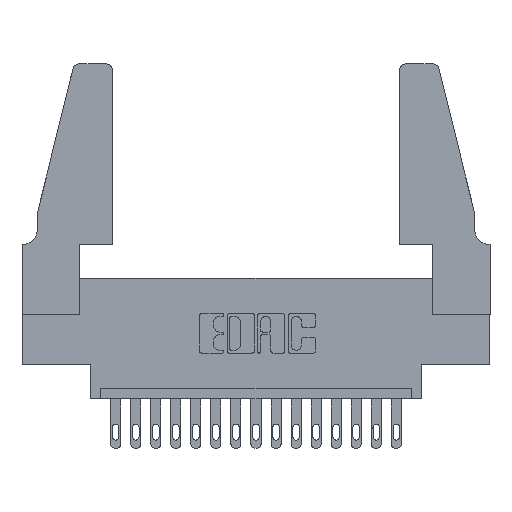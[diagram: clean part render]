
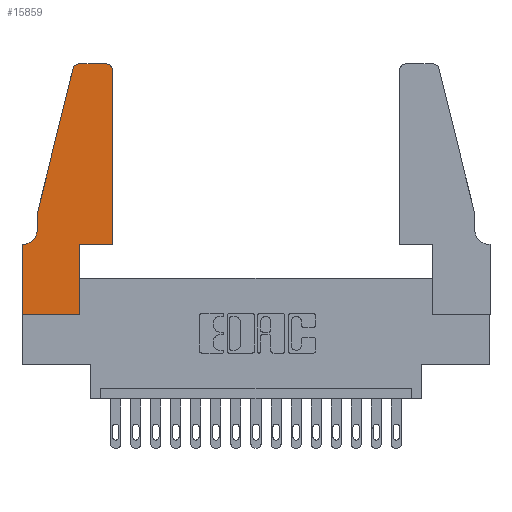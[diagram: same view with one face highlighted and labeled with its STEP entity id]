
A CAD part, top view. The second image highlights one B-rep face of the part: STEP entity #15859.
In plain terms, the highlighted planar face has unit normal (0, 0, 1).
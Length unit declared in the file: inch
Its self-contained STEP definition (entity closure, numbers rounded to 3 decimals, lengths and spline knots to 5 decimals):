
#84 = CARTESIAN_POINT ( 'NONE',  ( 0., 0.35, 0.37 ) ) ;
#118 = LINE ( 'NONE', #11245, #719 ) ;
#202 = AXIS2_PLACEMENT_3D ( 'NONE', #84, #15882, #1190 ) ;
#463 = CARTESIAN_POINT ( 'NONE',  ( 0.0055, 0.35, 0.37 ) ) ;
#528 = ORIENTED_EDGE ( 'NONE', *, *, #8608, .T. ) ;
#719 = VECTOR ( 'NONE', #4687, 39.37008 ) ;
#976 = DIRECTION ( 'NONE',  ( 0., 0., 1. ) ) ;
#1190 = DIRECTION ( 'NONE',  ( 1., 0., 0. ) ) ;
#1219 = DIRECTION ( 'NONE',  ( 0., 0., 1. ) ) ;
#1225 = ORIENTED_EDGE ( 'NONE', *, *, #5840, .T. ) ;
#1462 = CARTESIAN_POINT ( 'NONE',  ( 0., 0., 0.37 ) ) ;
#1558 = ORIENTED_EDGE ( 'NONE', *, *, #5935, .T. ) ;
#1801 = CARTESIAN_POINT ( 'NONE',  ( 0.0755, 0.5, 0.37 ) ) ;
#1908 = LINE ( 'NONE', #5292, #14710 ) ;
#2395 = CARTESIAN_POINT ( 'NONE',  ( 0.284, 1.22, 0.37 ) ) ;
#2431 = PLANE ( 'NONE',  #202 ) ;
#2433 = CARTESIAN_POINT ( 'NONE',  ( 0.2865, 0.35, 0.37 ) ) ;
#2546 = VECTOR ( 'NONE', #3923, 39.37008 ) ;
#2573 = DIRECTION ( 'NONE',  ( 0., 1., 0. ) ) ;
#2596 = EDGE_CURVE ( 'NONE', #16812, #5197, #16787, .T. ) ;
#2755 = CIRCLE ( 'NONE', #10601, 0.03 ) ;
#2798 = EDGE_CURVE ( 'NONE', #7201, #14217, #1908, .T. ) ;
#3117 = DIRECTION ( 'NONE',  ( 0., 0., -1. ) ) ;
#3168 = CARTESIAN_POINT ( 'NONE',  ( 0., 0., 0.37 ) ) ;
#3705 = VERTEX_POINT ( 'NONE', #4928 ) ;
#3923 = DIRECTION ( 'NONE',  ( 0., -1., 0. ) ) ;
#4031 = EDGE_CURVE ( 'NONE', #11608, #7201, #5413, .T. ) ;
#4361 = DIRECTION ( 'NONE',  ( 0., 1., 0. ) ) ;
#4611 = EDGE_LOOP ( 'NONE', ( #1225, #16747, #6679, #14487, #528, #5509, #11982, #1558, #17089, #5835, #11053, #16903 ) ) ;
#4687 = DIRECTION ( 'NONE',  ( -1., 0., 0. ) ) ;
#4928 = CARTESIAN_POINT ( 'NONE',  ( 0.4205, 1.25, 0.37 ) ) ;
#5120 = CARTESIAN_POINT ( 'NONE',  ( 0.2865, 0., 0.37 ) ) ;
#5197 = VERTEX_POINT ( 'NONE', #16879 ) ;
#5292 = CARTESIAN_POINT ( 'NONE',  ( 0.4505, 0.35, 0.37 ) ) ;
#5413 = LINE ( 'NONE', #12291, #11975 ) ;
#5441 = VECTOR ( 'NONE', #7094, 39.37008 ) ;
#5509 = ORIENTED_EDGE ( 'NONE', *, *, #14870, .T. ) ;
#5835 = ORIENTED_EDGE ( 'NONE', *, *, #4031, .T. ) ;
#5840 = EDGE_CURVE ( 'NONE', #3705, #15738, #118, .T. ) ;
#5935 = EDGE_CURVE ( 'NONE', #11710, #10738, #13530, .T. ) ;
#5958 = DIRECTION ( 'NONE',  ( -0.239, -0.971, 0. ) ) ;
#6226 = VERTEX_POINT ( 'NONE', #13175 ) ;
#6498 = CIRCLE ( 'NONE', #12766, 0.07 ) ;
#6679 = ORIENTED_EDGE ( 'NONE', *, *, #10419, .T. ) ;
#7094 = DIRECTION ( 'NONE',  ( -1., 0., 0. ) ) ;
#7146 = DIRECTION ( 'NONE',  ( -1., 0., 0. ) ) ;
#7201 = VERTEX_POINT ( 'NONE', #9751 ) ;
#7307 = CARTESIAN_POINT ( 'NONE',  ( 0.0755, 0.5, 0.37 ) ) ;
#7824 = CARTESIAN_POINT ( 'NONE',  ( 0.4505, 1.22, 0.37 ) ) ;
#7919 = VECTOR ( 'NONE', #5958, 39.37008 ) ;
#8608 = EDGE_CURVE ( 'NONE', #5197, #11222, #6498, .T. ) ;
#8940 = LINE ( 'NONE', #16271, #5441 ) ;
#9151 = VECTOR ( 'NONE', #4361, 39.37008 ) ;
#9203 = VERTEX_POINT ( 'NONE', #11117 ) ;
#9256 = VECTOR ( 'NONE', #13666, 39.37008 ) ;
#9751 = CARTESIAN_POINT ( 'NONE',  ( 0.4505, 0.35, 0.37 ) ) ;
#9758 = DIRECTION ( 'NONE',  ( 0., -1., 0. ) ) ;
#10077 = EDGE_CURVE ( 'NONE', #9203, #11710, #15119, .T. ) ;
#10166 = EDGE_CURVE ( 'NONE', #14217, #3705, #2755, .T. ) ;
#10419 = EDGE_CURVE ( 'NONE', #6226, #16812, #16565, .T. ) ;
#10465 = EDGE_CURVE ( 'NONE', #10738, #11608, #14032, .T. ) ;
#10601 = AXIS2_PLACEMENT_3D ( 'NONE', #14315, #1219, #11847 ) ;
#10738 = VERTEX_POINT ( 'NONE', #5120 ) ;
#10929 = CARTESIAN_POINT ( 'NONE',  ( 0.0055, 0.42, 0.37 ) ) ;
#11053 = ORIENTED_EDGE ( 'NONE', *, *, #2798, .T. ) ;
#11117 = CARTESIAN_POINT ( 'NONE',  ( 0., 0.35, 0.37 ) ) ;
#11222 = VERTEX_POINT ( 'NONE', #463 ) ;
#11245 = CARTESIAN_POINT ( 'NONE',  ( 0.2605, 1.25, 0.37 ) ) ;
#11310 = AXIS2_PLACEMENT_3D ( 'NONE', #2395, #976, #11530 ) ;
#11530 = DIRECTION ( 'NONE',  ( 1., 0., 0. ) ) ;
#11608 = VERTEX_POINT ( 'NONE', #2433 ) ;
#11710 = VERTEX_POINT ( 'NONE', #13127 ) ;
#11847 = DIRECTION ( 'NONE',  ( 1., 0., 0. ) ) ;
#11975 = VECTOR ( 'NONE', #16468, 39.37008 ) ;
#11982 = ORIENTED_EDGE ( 'NONE', *, *, #10077, .T. ) ;
#12270 = EDGE_CURVE ( 'NONE', #15738, #6226, #12729, .T. ) ;
#12291 = CARTESIAN_POINT ( 'NONE',  ( 0.4505, 0.35, 0.37 ) ) ;
#12340 = CARTESIAN_POINT ( 'NONE',  ( 0.0755, 0.5, 0.37 ) ) ;
#12729 = CIRCLE ( 'NONE', #11310, 0.03 ) ;
#12766 = AXIS2_PLACEMENT_3D ( 'NONE', #10929, #3117, #7146 ) ;
#13127 = CARTESIAN_POINT ( 'NONE',  ( 0., 0., 0.37 ) ) ;
#13175 = CARTESIAN_POINT ( 'NONE',  ( 0.25487, 1.22718, 0.37 ) ) ;
#13530 = LINE ( 'NONE', #3168, #9256 ) ;
#13666 = DIRECTION ( 'NONE',  ( 1., 0., 0. ) ) ;
#13852 = VECTOR ( 'NONE', #9758, 39.37008 ) ;
#14032 = LINE ( 'NONE', #14748, #9151 ) ;
#14217 = VERTEX_POINT ( 'NONE', #7824 ) ;
#14315 = CARTESIAN_POINT ( 'NONE',  ( 0.4205, 1.22, 0.37 ) ) ;
#14487 = ORIENTED_EDGE ( 'NONE', *, *, #2596, .T. ) ;
#14710 = VECTOR ( 'NONE', #2573, 39.37008 ) ;
#14748 = CARTESIAN_POINT ( 'NONE',  ( 0.2865, 0.35, 0.37 ) ) ;
#14870 = EDGE_CURVE ( 'NONE', #11222, #9203, #8940, .T. ) ;
#15119 = LINE ( 'NONE', #1462, #2546 ) ;
#15522 = CARTESIAN_POINT ( 'NONE',  ( 0.284, 1.25, 0.37 ) ) ;
#15738 = VERTEX_POINT ( 'NONE', #15522 ) ;
#15859 = ADVANCED_FACE ( 'NONE', ( #16337 ), #2431, .T. ) ;
#15882 = DIRECTION ( 'NONE',  ( 0., 0., 1. ) ) ;
#16271 = CARTESIAN_POINT ( 'NONE',  ( 0.0755, 0.35, 0.37 ) ) ;
#16337 = FACE_OUTER_BOUND ( 'NONE', #4611, .T. ) ;
#16468 = DIRECTION ( 'NONE',  ( 1., 0., 0. ) ) ;
#16565 = LINE ( 'NONE', #1801, #7919 ) ;
#16747 = ORIENTED_EDGE ( 'NONE', *, *, #12270, .T. ) ;
#16787 = LINE ( 'NONE', #12340, #13852 ) ;
#16812 = VERTEX_POINT ( 'NONE', #7307 ) ;
#16879 = CARTESIAN_POINT ( 'NONE',  ( 0.0755, 0.42, 0.37 ) ) ;
#16903 = ORIENTED_EDGE ( 'NONE', *, *, #10166, .T. ) ;
#17089 = ORIENTED_EDGE ( 'NONE', *, *, #10465, .T. ) ;
